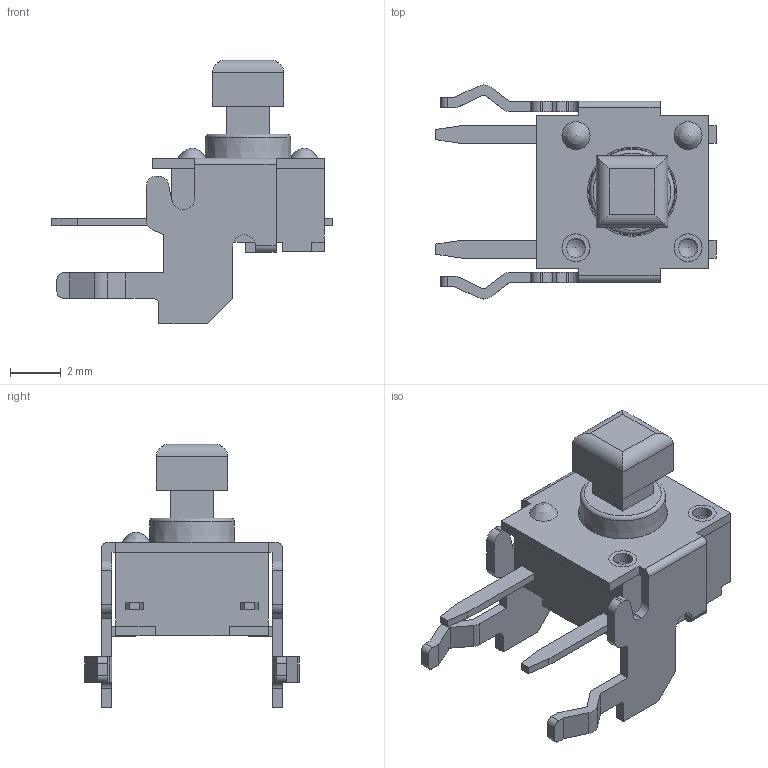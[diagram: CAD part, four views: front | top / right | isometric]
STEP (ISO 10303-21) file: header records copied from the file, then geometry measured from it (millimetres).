
FILE_DESCRIPTION((''),'2;1');
FILE_NAME('TL1105JAFxxxQ.stp','2011-06-09T09:24:13',('blarson'),(''),'Autodesk Inventor 11','Autodesk Inventor 11','');
FILE_SCHEMA(('AUTOMOTIVE_DESIGN { 1 0 10303 214 1 1 1 1 }'));
Length unit declared in the file: millimetre
Products named in the file (5): TL1105JAFxxxQ1RBLK; TL1105 J CATALOG PART; TL1105 RT BODY; TL1105 RT COVER; TL1105-3301ACTUATOR SP & JA 2_8
Assembly tree (4 placements, depth 3):
  TL1105JAFxxxQ1RBLK
    TL1105 J CATALOG PART
      TL1105 RT BODY
      TL1105 RT COVER
      TL1105-3301ACTUATOR SP & JA 2_8
Bounding box: 11 x 8.4 x 10.35 mm (x, y, z)
Volume: 145.6 mm3; surface area: 541.2 mm2
Topology: 3 solids, 3 shells, 284 faces, 744 edges, 487 vertices
Faces by surface type: plane 189, cylinder 84, bspline 6, torus 4, cone 1
Full cylindrical faces by diameter (mm): 0.75 x8, 3.5 x1, 5 x1
Entity records: 8887 total; most frequent: CARTESIAN_POINT 1739, DIRECTION 1438, ORIENTED_EDGE 1438, EDGE_CURVE 719, VECTOR 562, LINE 562, VERTEX_POINT 481, AXIS2_PLACEMENT_3D 438
